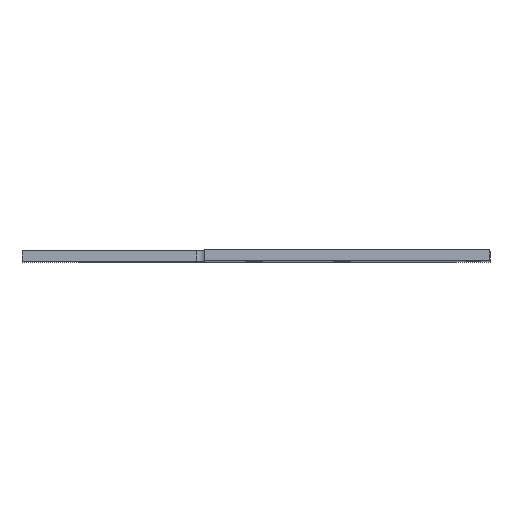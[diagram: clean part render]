
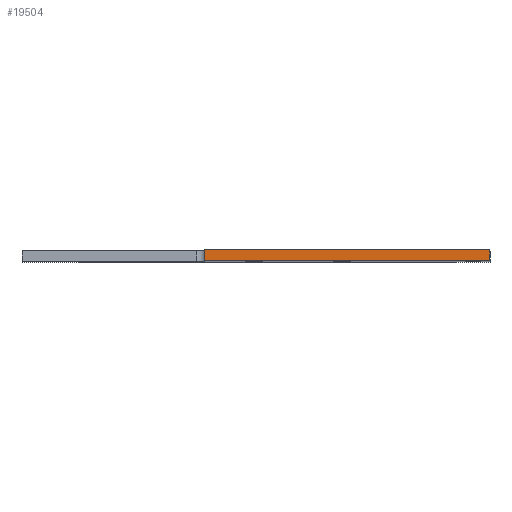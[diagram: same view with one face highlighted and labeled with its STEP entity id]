
A CAD part, top view. The second image highlights one B-rep face of the part: STEP entity #19504.
In plain terms, the highlighted planar face has unit normal (0, 0, 1).
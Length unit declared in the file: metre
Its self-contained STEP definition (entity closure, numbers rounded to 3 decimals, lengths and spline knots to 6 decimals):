
#2167=ORIENTED_EDGE('',*,*,#7881,.F.);
#2168=ORIENTED_EDGE('',*,*,#6925,.T.);
#2169=ORIENTED_EDGE('',*,*,#7862,.T.);
#2170=ORIENTED_EDGE('',*,*,#6865,.F.);
#6865=EDGE_CURVE('',#9747,#9748,#11625,.T.);
#6925=EDGE_CURVE('',#9807,#9806,#11684,.T.);
#7862=EDGE_CURVE('',#9806,#9748,#12577,.T.);
#7881=EDGE_CURVE('',#9807,#9747,#12596,.T.);
#9747=VERTEX_POINT('',#28324);
#9748=VERTEX_POINT('',#28326);
#9806=VERTEX_POINT('',#28444);
#9807=VERTEX_POINT('',#28446);
#11625=LINE('',#28325,#14418);
#11684=LINE('',#28445,#14477);
#12577=LINE('',#30307,#15370);
#12596=LINE('',#30337,#15389);
#14418=VECTOR('',#22522,1.);
#14477=VECTOR('',#22585,1.);
#15370=VECTOR('',#23590,1.);
#15389=VECTOR('',#23631,1.);
#16496=EDGE_LOOP('',(#2167,#2168,#2169,#2170));
#17623=FACE_BOUND('',#16496,.T.);
#18586=PLANE('',#20584);
#19504=ADVANCED_FACE('',(#17623),#18586,.T.);
#20584=AXIS2_PLACEMENT_3D('',#30338,#23632,#23633);
#22522=DIRECTION('',(-1.,0.,0.));
#22585=DIRECTION('',(-1.,0.,0.));
#23590=DIRECTION('',(0.,-1.,0.));
#23631=DIRECTION('',(0.,-1.,0.));
#23632=DIRECTION('',(0.,0.,1.));
#23633=DIRECTION('',(1.,0.,0.));
#28324=CARTESIAN_POINT('',(0.037459,-0.018,0.797739));
#28325=CARTESIAN_POINT('',(-0.196541,-0.018,0.797739));
#28326=CARTESIAN_POINT('',(-0.430541,-0.018,0.797739));
#28444=CARTESIAN_POINT('',(-0.430541,0.,0.797739));
#28445=CARTESIAN_POINT('',(-0.196541,0.,0.797739));
#28446=CARTESIAN_POINT('',(0.037459,0.,0.797739));
#30307=CARTESIAN_POINT('',(-0.430541,-0.009,0.797739));
#30337=CARTESIAN_POINT('',(0.037459,-0.009,0.797739));
#30338=CARTESIAN_POINT('',(-0.196541,-0.009,0.797739));
